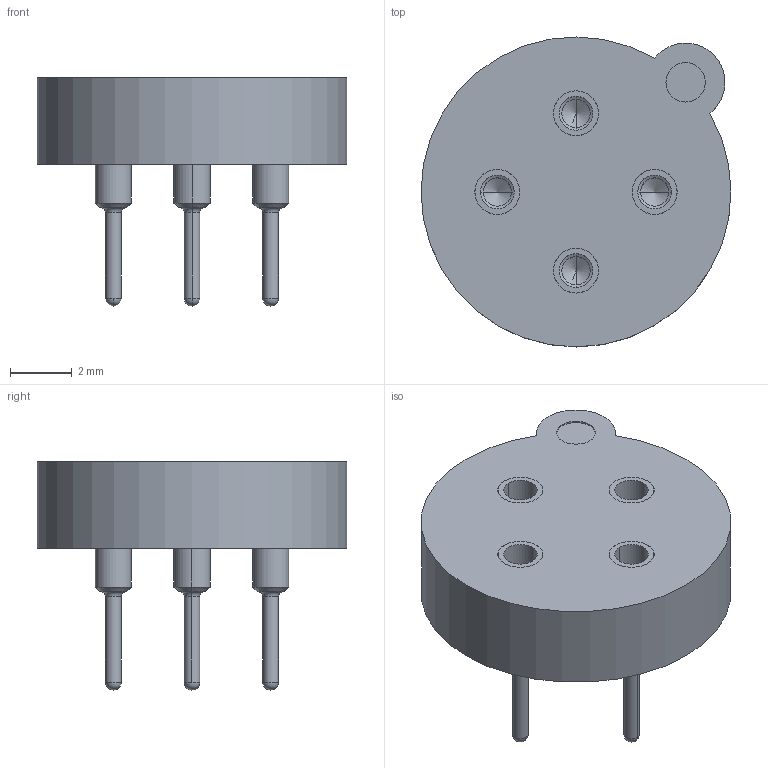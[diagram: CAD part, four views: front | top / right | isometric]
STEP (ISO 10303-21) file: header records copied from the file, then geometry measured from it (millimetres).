
FILE_DESCRIPTION((''),'2;1');
FILE_NAME('MIL-MAX_917-93-104-41-005000.stp','2013-11-07T09:03:09',(''),(''),'Mechanical Desktop 2011','Mechanical Desktop 2011',', , ');
FILE_SCHEMA(('AUTOMOTIVE_DESIGN { 1 2 10303 214 1 1 1 1 }'));
Length unit declared in the file: millimetre
Products named in the file (1): Product
Bounding box: 10.01 x 10.01 x 7.37 mm (x, y, z)
Volume: 222.1 mm3; surface area: 441.5 mm2
Topology: 5 solids, 5 shells, 135 faces, 289 edges, 165 vertices
Faces by surface type: cylinder 60, cone 40, plane 19, sphere 8, torus 8
Entity records: 3616 total; most frequent: DIRECTION 718, CARTESIAN_POINT 574, ORIENTED_EDGE 546, AXIS2_PLACEMENT_3D 309, EDGE_CURVE 273, CIRCLE 173, VERTEX_POINT 165, EDGE_LOOP 160
